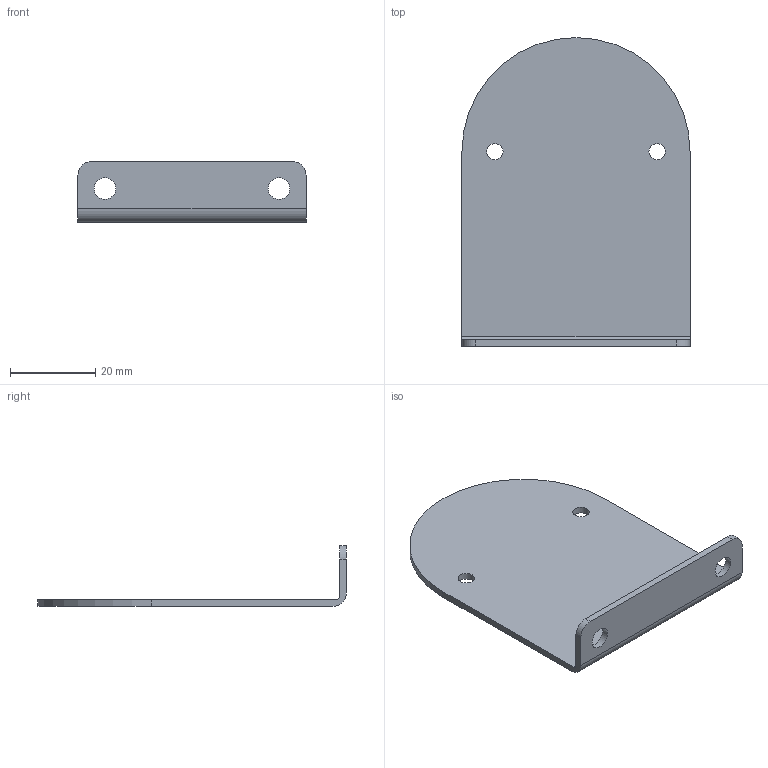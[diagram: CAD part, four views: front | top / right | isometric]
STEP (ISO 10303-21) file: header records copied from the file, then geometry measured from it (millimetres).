
FILE_DESCRIPTION(/* description */ (''),/* implementation_level */ '2;1');
FILE_NAME(/* name */ 'Pneumatics_VIAIR_00090_02.ipt.stp',/* time_stamp */ '2016-01-07T16:47:46-08:00',/* author */ ('Phillip'),/* organization */ (''),/* preprocessor_version */ 'ST-DEVELOPER v16.1',/* originating_system */ 'Autodesk Inventor 2016',/* authorisation */ '');
FILE_SCHEMA (('AUTOMOTIVE_DESIGN { 1 0 10303 214 3 1 1 }'));
Length unit declared in the file: inch
Products named in the file (1): Pneumatics_VIAIR_00090_02
Bounding box: 53.59 x 72.54 x 14.29 mm (x, y, z)
Volume: 6546.4 mm3; surface area: 8778 mm2
Topology: 1 solids, 1 shells, 16 faces, 46 edges, 32 vertices
Faces by surface type: cylinder 9, plane 7
Full cylindrical faces by diameter (mm): 3.81 x2, 5.105 x2
Entity records: 526 total; most frequent: DIRECTION 90, CARTESIAN_POINT 83, ORIENTED_EDGE 76, EDGE_CURVE 38, AXIS2_PLACEMENT_3D 35, EDGE_LOOP 28, VERTEX_POINT 28, LINE 20
